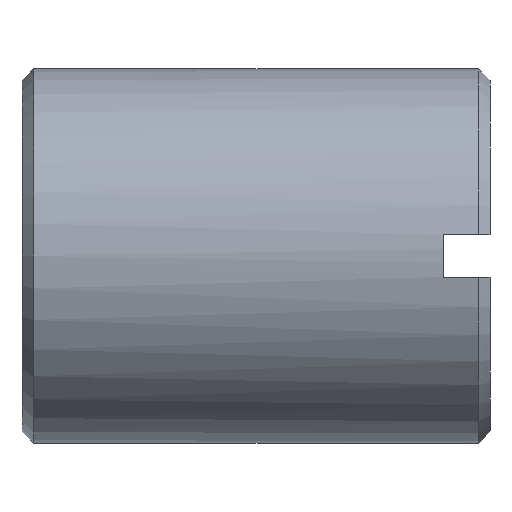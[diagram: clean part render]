
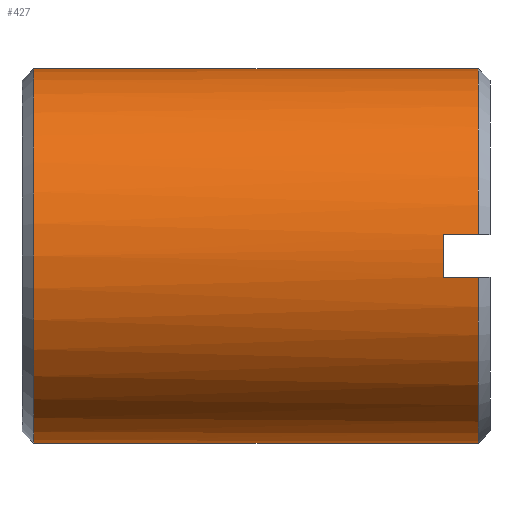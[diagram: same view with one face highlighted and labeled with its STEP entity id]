
A CAD part, left-side view. The second image highlights one B-rep face of the part: STEP entity #427.
In plain terms, the highlighted cylindrical face has radius 8 mm (diameter 16 mm), a partial arc.
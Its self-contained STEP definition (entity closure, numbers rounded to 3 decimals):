
#4 = CARTESIAN_POINT ( 'NONE',  ( 0., 9.5, 0. ) ) ;
#25 = DIRECTION ( 'NONE',  ( 0., 0., -1. ) ) ;
#41 = DIRECTION ( 'NONE',  ( 0., 0., 1. ) ) ;
#44 = LINE ( 'NONE', #459, #620 ) ;
#76 = VECTOR ( 'NONE', #393, 1000. ) ;
#79 = DIRECTION ( 'NONE',  ( 0., -1., 0. ) ) ;
#80 = CARTESIAN_POINT ( 'NONE',  ( -7.949, -8., -0.9 ) ) ;
#84 = AXIS2_PLACEMENT_3D ( 'NONE', #668, #549, #25 ) ;
#108 = ORIENTED_EDGE ( 'NONE', *, *, #535, .T. ) ;
#113 = EDGE_LOOP ( 'NONE', ( #337, #442, #257, #557, #207, #345, #659, #108 ) ) ;
#118 = CIRCLE ( 'NONE', #187, 8. ) ;
#125 = CIRCLE ( 'NONE', #84, 8. ) ;
#139 = EDGE_CURVE ( 'NONE', #157, #612, #118, .T. ) ;
#146 = CARTESIAN_POINT ( 'NONE',  ( 0., -9.5, 0. ) ) ;
#157 = VERTEX_POINT ( 'NONE', #588 ) ;
#168 = CARTESIAN_POINT ( 'NONE',  ( 0., -9.5, 0. ) ) ;
#187 = AXIS2_PLACEMENT_3D ( 'NONE', #4, #189, #473 ) ;
#189 = DIRECTION ( 'NONE',  ( 0., -1., 0. ) ) ;
#195 = EDGE_CURVE ( 'NONE', #612, #319, #642, .T. ) ;
#198 = VERTEX_POINT ( 'NONE', #565 ) ;
#204 = DIRECTION ( 'NONE',  ( 0., 1., 0. ) ) ;
#207 = ORIENTED_EDGE ( 'NONE', *, *, #728, .F. ) ;
#211 = VERTEX_POINT ( 'NONE', #336 ) ;
#225 = EDGE_CURVE ( 'NONE', #157, #211, #44, .T. ) ;
#240 = FACE_OUTER_BOUND ( 'NONE', #113, .T. ) ;
#257 = ORIENTED_EDGE ( 'NONE', *, *, #195, .T. ) ;
#258 = DIRECTION ( 'NONE',  ( 0., 0., 1. ) ) ;
#288 = CARTESIAN_POINT ( 'NONE',  ( -7.949, -8., 0.9 ) ) ;
#312 = LINE ( 'NONE', #545, #623 ) ;
#319 = VERTEX_POINT ( 'NONE', #370 ) ;
#331 = LINE ( 'NONE', #80, #76 ) ;
#333 = DIRECTION ( 'NONE',  ( 0., 1., 0. ) ) ;
#337 = ORIENTED_EDGE ( 'NONE', *, *, #225, .F. ) ;
#336 = CARTESIAN_POINT ( 'NONE',  ( 0., -9.5, 8. ) ) ;
#345 = ORIENTED_EDGE ( 'NONE', *, *, #528, .F. ) ;
#360 = AXIS2_PLACEMENT_3D ( 'NONE', #146, #204, #258 ) ;
#367 = CYLINDRICAL_SURFACE ( 'NONE', #515, 8. ) ;
#370 = CARTESIAN_POINT ( 'NONE',  ( 0., -9.5, -8. ) ) ;
#386 = DIRECTION ( 'NONE',  ( 0., 0., -1. ) ) ;
#393 = DIRECTION ( 'NONE',  ( 0., -1., 0. ) ) ;
#398 = VERTEX_POINT ( 'NONE', #715 ) ;
#420 = CIRCLE ( 'NONE', #360, 8. ) ;
#425 = DIRECTION ( 'NONE',  ( 0., -1., 0. ) ) ;
#427 = ADVANCED_FACE ( 'NONE', ( #240 ), #367, .T. ) ;
#440 = EDGE_CURVE ( 'NONE', #667, #713, #312, .T. ) ;
#442 = ORIENTED_EDGE ( 'NONE', *, *, #139, .T. ) ;
#459 = CARTESIAN_POINT ( 'NONE',  ( 0., 10., 8. ) ) ;
#473 = DIRECTION ( 'NONE',  ( 0., 0., 1. ) ) ;
#478 = CARTESIAN_POINT ( 'NONE',  ( 0., 10., 0. ) ) ;
#515 = AXIS2_PLACEMENT_3D ( 'NONE', #478, #425, #386 ) ;
#528 = EDGE_CURVE ( 'NONE', #667, #198, #125, .T. ) ;
#535 = EDGE_CURVE ( 'NONE', #713, #211, #420, .T. ) ;
#545 = CARTESIAN_POINT ( 'NONE',  ( -7.949, -8., 0.9 ) ) ;
#548 = CIRCLE ( 'NONE', #706, 8. ) ;
#549 = DIRECTION ( 'NONE',  ( 0., -1., 0. ) ) ;
#553 = EDGE_CURVE ( 'NONE', #319, #398, #548, .T. ) ;
#557 = ORIENTED_EDGE ( 'NONE', *, *, #553, .T. ) ;
#565 = CARTESIAN_POINT ( 'NONE',  ( -7.949, -8., -0.9 ) ) ;
#573 = DIRECTION ( 'NONE',  ( 0., -1., 0. ) ) ;
#588 = CARTESIAN_POINT ( 'NONE',  ( 0., 9.5, 8. ) ) ;
#612 = VERTEX_POINT ( 'NONE', #697 ) ;
#620 = VECTOR ( 'NONE', #573, 1000. ) ;
#623 = VECTOR ( 'NONE', #79, 1000. ) ;
#627 = CARTESIAN_POINT ( 'NONE',  ( 0., 10., -8. ) ) ;
#633 = DIRECTION ( 'NONE',  ( 0., -1., 0. ) ) ;
#642 = LINE ( 'NONE', #627, #754 ) ;
#659 = ORIENTED_EDGE ( 'NONE', *, *, #440, .T. ) ;
#667 = VERTEX_POINT ( 'NONE', #288 ) ;
#668 = CARTESIAN_POINT ( 'NONE',  ( 0., -8., 0. ) ) ;
#670 = CARTESIAN_POINT ( 'NONE',  ( -7.949, -9.5, 0.9 ) ) ;
#697 = CARTESIAN_POINT ( 'NONE',  ( 0., 9.5, -8. ) ) ;
#706 = AXIS2_PLACEMENT_3D ( 'NONE', #168, #333, #41 ) ;
#713 = VERTEX_POINT ( 'NONE', #670 ) ;
#715 = CARTESIAN_POINT ( 'NONE',  ( -7.949, -9.5, -0.9 ) ) ;
#728 = EDGE_CURVE ( 'NONE', #198, #398, #331, .T. ) ;
#754 = VECTOR ( 'NONE', #633, 1000. ) ;
